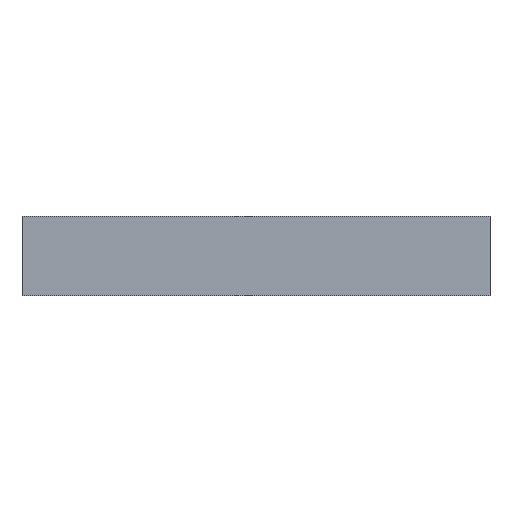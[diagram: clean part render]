
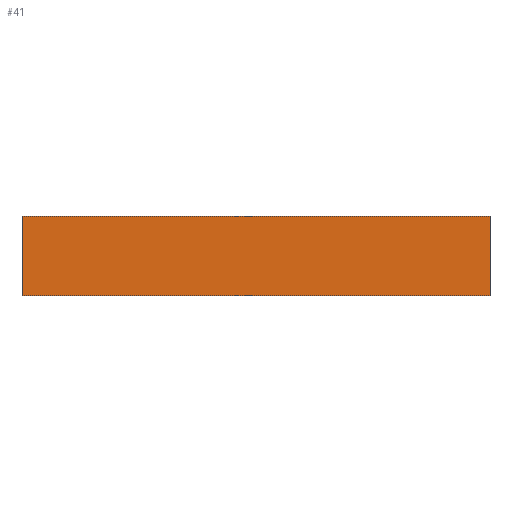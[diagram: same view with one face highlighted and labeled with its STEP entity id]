
A CAD part, top view. The second image highlights one B-rep face of the part: STEP entity #41.
In plain terms, the highlighted planar face has unit normal (0, 0, 1).
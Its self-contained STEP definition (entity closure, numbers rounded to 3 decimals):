
#41=ADVANCED_FACE('',(#76),#77,.T.);
#76=FACE_OUTER_BOUND('',#102,.T.);
#77=PLANE('',#103);
#102=EDGE_LOOP('',(#147,#148,#149,#150));
#103=AXIS2_PLACEMENT_3D('',#151,#152,#153);
#147=ORIENTED_EDGE('',*,*,#170,.T.);
#148=ORIENTED_EDGE('',*,*,#158,.T.);
#149=ORIENTED_EDGE('',*,*,#163,.T.);
#150=ORIENTED_EDGE('',*,*,#167,.T.);
#151=CARTESIAN_POINT('',(0.0,0.0,3.25));
#152=DIRECTION('',(0.0,0.0,1.0));
#153=DIRECTION('',(1.0,0.0,0.0));
#158=EDGE_CURVE('',#180,#178,#181,.T.);
#163=EDGE_CURVE('',#178,#186,#188,.T.);
#167=EDGE_CURVE('',#186,#192,#194,.T.);
#170=EDGE_CURVE('',#192,#180,#197,.T.);
#178=VERTEX_POINT('',#206);
#180=VERTEX_POINT('',#209);
#181=LINE('',#210,#211);
#186=VERTEX_POINT('',#218);
#188=LINE('',#221,#222);
#192=VERTEX_POINT('',#227);
#194=LINE('',#230,#231);
#197=LINE('',#235,#236);
#206=CARTESIAN_POINT('',(325.0,55.0,3.25));
#209=CARTESIAN_POINT('',(325.0,-55.0,3.25));
#210=CARTESIAN_POINT('',(325.0,-55.0,3.25));
#211=VECTOR('',#242,110.0);
#218=CARTESIAN_POINT('',(-325.0,55.0,3.25));
#221=CARTESIAN_POINT('',(325.0,55.0,3.25));
#222=VECTOR('',#246,650.0);
#227=CARTESIAN_POINT('',(-325.0,-55.0,3.25));
#230=CARTESIAN_POINT('',(-325.0,55.0,3.25));
#231=VECTOR('',#249,110.0);
#235=CARTESIAN_POINT('',(-325.0,-55.0,3.25));
#236=VECTOR('',#251,650.0);
#242=DIRECTION('',(0.0,1.0,0.0));
#246=DIRECTION('',(-1.0,0.0,0.0));
#249=DIRECTION('',(0.0,-1.0,0.0));
#251=DIRECTION('',(1.0,0.0,0.0));
